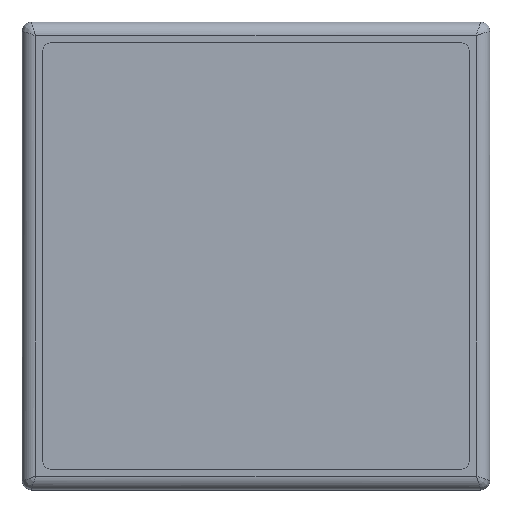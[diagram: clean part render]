
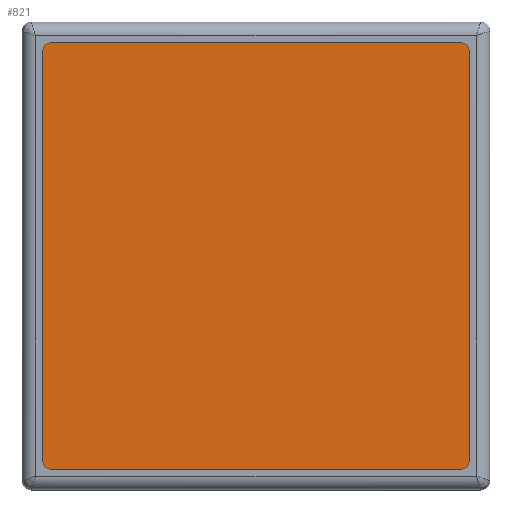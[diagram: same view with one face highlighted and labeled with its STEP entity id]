
A CAD part, top view. The second image highlights one B-rep face of the part: STEP entity #821.
In plain terms, the highlighted planar face has unit normal (0, 0, 1).
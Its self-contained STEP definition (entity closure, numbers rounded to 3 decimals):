
#67=LINE($,#1623,#119);
#69=LINE($,#1627,#121);
#70=LINE($,#1629,#122);
#71=LINE($,#1633,#123);
#119=VECTOR($,#1185,44.8);
#121=VECTOR($,#1189,44.8);
#122=VECTOR($,#1190,44.8);
#123=VECTOR($,#1193,44.8);
#170=PLANE($,#947);
#239=FACE_OUTER_BOUND($,#310,.T.);
#310=EDGE_LOOP($,(#699,#700,#701,#702,#703,#704,#705,#706));
#357=CIRCLE($,#941,1.);
#359=CIRCLE($,#944,1.);
#361=CIRCLE($,#948,1.);
#362=CIRCLE($,#949,1.);
#419=VERTEX_POINT($,#1605);
#420=VERTEX_POINT($,#1606);
#423=VERTEX_POINT($,#1614);
#424=VERTEX_POINT($,#1615);
#427=VERTEX_POINT($,#1626);
#428=VERTEX_POINT($,#1628);
#429=VERTEX_POINT($,#1630);
#430=VERTEX_POINT($,#1632);
#513=EDGE_CURVE($,#419,#420,#357,.T.);
#517=EDGE_CURVE($,#423,#424,#359,.T.);
#521=EDGE_CURVE($,#424,#419,#67,.T.);
#523=EDGE_CURVE($,#420,#427,#69,.T.);
#524=EDGE_CURVE($,#428,#423,#70,.T.);
#525=EDGE_CURVE($,#429,#428,#361,.T.);
#526=EDGE_CURVE($,#430,#429,#71,.T.);
#527=EDGE_CURVE($,#427,#430,#362,.T.);
#699=ORIENTED_EDGE($,*,*,#523,.F.);
#700=ORIENTED_EDGE($,*,*,#513,.F.);
#701=ORIENTED_EDGE($,*,*,#521,.F.);
#702=ORIENTED_EDGE($,*,*,#517,.F.);
#703=ORIENTED_EDGE($,*,*,#524,.F.);
#704=ORIENTED_EDGE($,*,*,#525,.F.);
#705=ORIENTED_EDGE($,*,*,#526,.F.);
#706=ORIENTED_EDGE($,*,*,#527,.F.);
#821=ADVANCED_FACE($,(#239),#170,.T.);
#941=AXIS2_PLACEMENT_3D($,#1607,#1169,#1170);
#944=AXIS2_PLACEMENT_3D($,#1616,#1177,#1178);
#947=AXIS2_PLACEMENT_3D($,#1625,#1187,#1188);
#948=AXIS2_PLACEMENT_3D($,#1631,#1191,#1192);
#949=AXIS2_PLACEMENT_3D($,#1634,#1194,#1195);
#1169=DIRECTION('center_axis',(0.,0.,-1.));
#1170=DIRECTION('ref_axis',(-0.707,-0.707,0.));
#1177=DIRECTION('center_axis',(0.,0.,-1.));
#1178=DIRECTION('ref_axis',(0.707,-0.707,0.));
#1185=DIRECTION($,(-1.,0.,0.));
#1187=DIRECTION('center_axis',(0.,0.,
1.));
#1188=DIRECTION('ref_axis',(1.,0.,0.));
#1189=DIRECTION($,(0.,1.,0.));
#1190=DIRECTION($,(0.,-1.,0.));
#1191=DIRECTION('center_axis',(0.,0.,-1.));
#1192=DIRECTION('ref_axis',(0.707,0.707,0.));
#1193=DIRECTION($,(1.,0.,0.));
#1194=DIRECTION('center_axis',(0.,0.,-1.));
#1195=DIRECTION('ref_axis',(-0.707,0.707,0.));
#1605=CARTESIAN_POINT('',(-22.4,-23.4,10.7));
#1606=CARTESIAN_POINT('',(-23.4,-22.4,10.7));
#1607=CARTESIAN_POINT('Origin',(-22.4,-22.4,10.7));
#1614=CARTESIAN_POINT('',(23.4,-22.4,10.7));
#1615=CARTESIAN_POINT('',(22.4,-23.4,10.7));
#1616=CARTESIAN_POINT('Origin',(22.4,-22.4,10.7));
#1623=CARTESIAN_POINT($,(-22.4,-23.4,10.7));
#1625=CARTESIAN_POINT('Origin',(0.,12.7,10.7));
#1626=CARTESIAN_POINT('',(-23.4,22.4,10.7));
#1627=CARTESIAN_POINT($,(-23.4,22.4,10.7));
#1628=CARTESIAN_POINT('',(23.4,22.4,10.7));
#1629=CARTESIAN_POINT($,(23.4,-22.4,10.7));
#1630=CARTESIAN_POINT('',(22.4,23.4,10.7));
#1631=CARTESIAN_POINT('Origin',(22.4,22.4,10.7));
#1632=CARTESIAN_POINT('',(-22.4,23.4,10.7));
#1633=CARTESIAN_POINT($,(22.4,23.4,10.7));
#1634=CARTESIAN_POINT('Origin',(-22.4,22.4,10.7));
